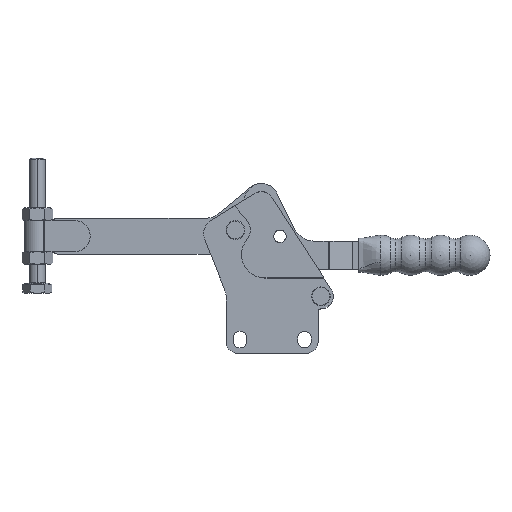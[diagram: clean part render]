
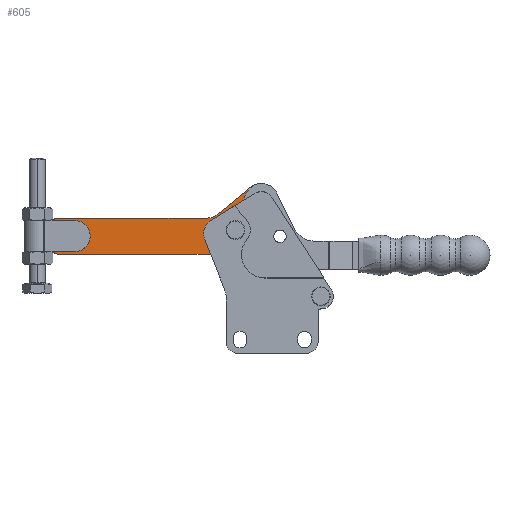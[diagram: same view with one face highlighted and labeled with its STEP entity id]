
A CAD part, top view. The second image highlights one B-rep face of the part: STEP entity #605.
In plain terms, the highlighted planar face has unit normal (0, 0, 1).
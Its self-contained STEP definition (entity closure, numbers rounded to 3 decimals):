
#15 = DIRECTION ( 'NONE',  ( 0., -1., 0. ) ) ;
#22 = DIRECTION ( 'NONE',  ( -1., 0., 0. ) ) ;
#203 = VERTEX_POINT ( 'NONE', #4207 ) ;
#298 = CARTESIAN_POINT ( 'NONE',  ( -49., 79.1, 4. ) ) ;
#577 = VECTOR ( 'NONE', #4643, 1000. ) ;
#605 = ADVANCED_FACE ( 'NONE', ( #8411, #6283, #2803 ), #2961, .T. ) ;
#720 = DIRECTION ( 'NONE',  ( 0., 0., 1. ) ) ;
#819 = VERTEX_POINT ( 'NONE', #5099 ) ;
#836 = ORIENTED_EDGE ( 'NONE', *, *, #9715, .T. ) ;
#837 = CARTESIAN_POINT ( 'NONE',  ( -176.7, 45., 4. ) ) ;
#958 = AXIS2_PLACEMENT_3D ( 'NONE', #11005, #4758, #12076 ) ;
#1017 = DIRECTION ( 'NONE',  ( 1., 0., 0. ) ) ;
#1040 = ORIENTED_EDGE ( 'NONE', *, *, #12108, .T. ) ;
#1054 = ORIENTED_EDGE ( 'NONE', *, *, #8869, .T. ) ;
#1135 = CIRCLE ( 'NONE', #7319, 12. ) ;
#1139 = CIRCLE ( 'NONE', #2269, 3. ) ;
#1193 = VERTEX_POINT ( 'NONE', #4974 ) ;
#1388 = VERTEX_POINT ( 'NONE', #11770 ) ;
#1411 = EDGE_CURVE ( 'NONE', #9238, #2564, #1139, .T. ) ;
#1592 = CARTESIAN_POINT ( 'NONE',  ( -68.624, 45., 4. ) ) ;
#1633 = DIRECTION ( 'NONE',  ( 1., 0., 0. ) ) ;
#1750 = CARTESIAN_POINT ( 'NONE',  ( -35.759, 75.086, 4. ) ) ;
#1766 = CARTESIAN_POINT ( 'NONE',  ( -176.7, 48., 4. ) ) ;
#1795 = AXIS2_PLACEMENT_3D ( 'NONE', #4186, #10156, #11188 ) ;
#1829 = AXIS2_PLACEMENT_3D ( 'NONE', #12682, #5401, #3778 ) ;
#1890 = CIRCLE ( 'NONE', #12347, 11. ) ;
#1987 = ORIENTED_EDGE ( 'NONE', *, *, #12019, .T. ) ;
#2269 = AXIS2_PLACEMENT_3D ( 'NONE', #1766, #3979, #11284 ) ;
#2562 = CARTESIAN_POINT ( 'NONE',  ( -74.436, 70.228, 4. ) ) ;
#2564 = VERTEX_POINT ( 'NONE', #837 ) ;
#2597 = AXIS2_PLACEMENT_3D ( 'NONE', #4273, #11439, #4093 ) ;
#2799 = EDGE_CURVE ( 'NONE', #7049, #8858, #1135, .T. ) ;
#2803 = FACE_OUTER_BOUND ( 'NONE', #12174, .T. ) ;
#2842 = EDGE_CURVE ( 'NONE', #13099, #13285, #3262, .T. ) ;
#2870 = VERTEX_POINT ( 'NONE', #1750 ) ;
#2961 = PLANE ( 'NONE',  #2597 ) ;
#3238 = EDGE_CURVE ( 'NONE', #819, #4699, #4338, .T. ) ;
#3262 = CIRCLE ( 'NONE', #10118, 2.999 ) ;
#3267 = VERTEX_POINT ( 'NONE', #11311 ) ;
#3338 = DIRECTION ( 'NONE',  ( 0., 0., 1. ) ) ;
#3536 = CARTESIAN_POINT ( 'NONE',  ( -179.7, 48., 4. ) ) ;
#3778 = DIRECTION ( 'NONE',  ( 1., 0., 0. ) ) ;
#3922 = EDGE_CURVE ( 'NONE', #13285, #9238, #6279, .T. ) ;
#3979 = DIRECTION ( 'NONE',  ( 0., 0., 1. ) ) ;
#4075 = EDGE_CURVE ( 'NONE', #3267, #203, #6759, .T. ) ;
#4093 = DIRECTION ( 'NONE',  ( 1., 0., 0. ) ) ;
#4104 = CARTESIAN_POINT ( 'NONE',  ( -80.726, 77.996, 4. ) ) ;
#4186 = CARTESIAN_POINT ( 'NONE',  ( -62.7, 60.3, 4. ) ) ;
#4207 = CARTESIAN_POINT ( 'NONE',  ( -65.7, 60.3, 4. ) ) ;
#4273 = CARTESIAN_POINT ( 'NONE',  ( -68.624, 41., 4. ) ) ;
#4338 = CIRCLE ( 'NONE', #1829, 3. ) ;
#4352 = ORIENTED_EDGE ( 'NONE', *, *, #11887, .T. ) ;
#4585 = VECTOR ( 'NONE', #1633, 1000. ) ;
#4612 = CARTESIAN_POINT ( 'NONE',  ( -68.624, 41., 4. ) ) ;
#4643 = DIRECTION ( 'NONE',  ( 0.365, 0.931, 0. ) ) ;
#4684 = AXIS2_PLACEMENT_3D ( 'NONE', #4104, #11449, #5152 ) ;
#4699 = VERTEX_POINT ( 'NONE', #298 ) ;
#4758 = DIRECTION ( 'NONE',  ( 0., 0., 1. ) ) ;
#4899 = CARTESIAN_POINT ( 'NONE',  ( -176.701, 65.001, 4. ) ) ;
#4974 = CARTESIAN_POINT ( 'NONE',  ( -80.726, 68., 4. ) ) ;
#5099 = CARTESIAN_POINT ( 'NONE',  ( -43., 79.1, 4. ) ) ;
#5150 = CARTESIAN_POINT ( 'NONE',  ( -65.843, 43.875, 4. ) ) ;
#5152 = DIRECTION ( 'NONE',  ( 1., 0., 0. ) ) ;
#5401 = DIRECTION ( 'NONE',  ( 0., 0., 1. ) ) ;
#5624 = VECTOR ( 'NONE', #15, 1000. ) ;
#5659 = DIRECTION ( 'NONE',  ( 1., 0., 0. ) ) ;
#5787 = ORIENTED_EDGE ( 'NONE', *, *, #7742, .F. ) ;
#5850 = CIRCLE ( 'NONE', #6466, 4. ) ;
#6190 = EDGE_LOOP ( 'NONE', ( #5787, #9694 ) ) ;
#6279 = LINE ( 'NONE', #8212, #5624 ) ;
#6283 = FACE_BOUND ( 'NONE', #6190, .T. ) ;
#6466 = AXIS2_PLACEMENT_3D ( 'NONE', #4612, #11953, #5659 ) ;
#6472 = VERTEX_POINT ( 'NONE', #10330 ) ;
#6759 = CIRCLE ( 'NONE', #1795, 3. ) ;
#6793 = ORIENTED_EDGE ( 'NONE', *, *, #10020, .F. ) ;
#6879 = CARTESIAN_POINT ( 'NONE',  ( -179.7, 65.001, 4. ) ) ;
#7027 = CARTESIAN_POINT ( 'NONE',  ( -46., 79.1, 4. ) ) ;
#7029 = LINE ( 'NONE', #1592, #4585 ) ;
#7049 = VERTEX_POINT ( 'NONE', #5150 ) ;
#7319 = AXIS2_PLACEMENT_3D ( 'NONE', #9433, #11603, #11460 ) ;
#7408 = EDGE_LOOP ( 'NONE', ( #6793, #12644 ) ) ;
#7656 = EDGE_CURVE ( 'NONE', #2564, #6472, #7029, .T. ) ;
#7742 = EDGE_CURVE ( 'NONE', #4699, #819, #11820, .T. ) ;
#8072 = DIRECTION ( 'NONE',  ( 1., 0., 0. ) ) ;
#8212 = CARTESIAN_POINT ( 'NONE',  ( -179.7, 65.001, 4. ) ) ;
#8411 = FACE_BOUND ( 'NONE', #7408, .T. ) ;
#8443 = CARTESIAN_POINT ( 'NONE',  ( -176.701, 68., 4. ) ) ;
#8641 = LINE ( 'NONE', #8803, #577 ) ;
#8711 = CARTESIAN_POINT ( 'NONE',  ( -74.436, 70.228, 4. ) ) ;
#8803 = CARTESIAN_POINT ( 'NONE',  ( -46.328, 48.121, 4. ) ) ;
#8858 = VERTEX_POINT ( 'NONE', #11347 ) ;
#8869 = EDGE_CURVE ( 'NONE', #10990, #1193, #11936, .T. ) ;
#9238 = VERTEX_POINT ( 'NONE', #3536 ) ;
#9279 = AXIS2_PLACEMENT_3D ( 'NONE', #7027, #720, #8072 ) ;
#9422 = CIRCLE ( 'NONE', #958, 3. ) ;
#9433 = CARTESIAN_POINT ( 'NONE',  ( -57.5, 52.5, 4. ) ) ;
#9647 = CARTESIAN_POINT ( 'NONE',  ( -46., 79.1, 4. ) ) ;
#9694 = ORIENTED_EDGE ( 'NONE', *, *, #3238, .F. ) ;
#9715 = EDGE_CURVE ( 'NONE', #1193, #13099, #13040, .T. ) ;
#9799 = ORIENTED_EDGE ( 'NONE', *, *, #12768, .T. ) ;
#10020 = EDGE_CURVE ( 'NONE', #203, #3267, #9422, .T. ) ;
#10118 = AXIS2_PLACEMENT_3D ( 'NONE', #4899, #12464, #1017 ) ;
#10156 = DIRECTION ( 'NONE',  ( 0., 0., 1. ) ) ;
#10330 = CARTESIAN_POINT ( 'NONE',  ( -68.624, 45., 4. ) ) ;
#10450 = VECTOR ( 'NONE', #12039, 1000. ) ;
#10695 = DIRECTION ( 'NONE',  ( 1., 0., 0. ) ) ;
#10990 = VERTEX_POINT ( 'NONE', #8711 ) ;
#11005 = CARTESIAN_POINT ( 'NONE',  ( -62.7, 60.3, 4. ) ) ;
#11103 = ORIENTED_EDGE ( 'NONE', *, *, #7656, .T. ) ;
#11188 = DIRECTION ( 'NONE',  ( 1., 0., 0. ) ) ;
#11284 = DIRECTION ( 'NONE',  ( 1., 0., 0. ) ) ;
#11311 = CARTESIAN_POINT ( 'NONE',  ( -59.7, 60.3, 4. ) ) ;
#11347 = CARTESIAN_POINT ( 'NONE',  ( -46.328, 48.121, 4. ) ) ;
#11439 = DIRECTION ( 'NONE',  ( 0., 0., 1. ) ) ;
#11449 = DIRECTION ( 'NONE',  ( 0., 0., -1. ) ) ;
#11460 = DIRECTION ( 'NONE',  ( 1., 0., 0. ) ) ;
#11603 = DIRECTION ( 'NONE',  ( 0., 0., 1. ) ) ;
#11626 = ORIENTED_EDGE ( 'NONE', *, *, #1411, .T. ) ;
#11770 = CARTESIAN_POINT ( 'NONE',  ( -52.923, 87.649, 4. ) ) ;
#11820 = CIRCLE ( 'NONE', #9279, 3. ) ;
#11887 = EDGE_CURVE ( 'NONE', #2870, #1388, #1890, .T. ) ;
#11936 = CIRCLE ( 'NONE', #4684, 9.996 ) ;
#11953 = DIRECTION ( 'NONE',  ( 0., 0., -1. ) ) ;
#12019 = EDGE_CURVE ( 'NONE', #6472, #7049, #5850, .T. ) ;
#12039 = DIRECTION ( 'NONE',  ( -0.777, -0.629, 0. ) ) ;
#12076 = DIRECTION ( 'NONE',  ( 1., 0., 0. ) ) ;
#12108 = EDGE_CURVE ( 'NONE', #1388, #10990, #13209, .T. ) ;
#12174 = EDGE_LOOP ( 'NONE', ( #1987, #13370, #9799, #4352, #1040, #1054, #836, #12363, #13350, #11626, #11103 ) ) ;
#12347 = AXIS2_PLACEMENT_3D ( 'NONE', #9647, #3338, #10695 ) ;
#12363 = ORIENTED_EDGE ( 'NONE', *, *, #2842, .T. ) ;
#12464 = DIRECTION ( 'NONE',  ( 0., 0., 1. ) ) ;
#12550 = CARTESIAN_POINT ( 'NONE',  ( -176.701, 68., 4. ) ) ;
#12644 = ORIENTED_EDGE ( 'NONE', *, *, #4075, .F. ) ;
#12682 = CARTESIAN_POINT ( 'NONE',  ( -46., 79.1, 4. ) ) ;
#12768 = EDGE_CURVE ( 'NONE', #8858, #2870, #8641, .T. ) ;
#13040 = LINE ( 'NONE', #8443, #13356 ) ;
#13099 = VERTEX_POINT ( 'NONE', #12550 ) ;
#13209 = LINE ( 'NONE', #2562, #10450 ) ;
#13285 = VERTEX_POINT ( 'NONE', #6879 ) ;
#13350 = ORIENTED_EDGE ( 'NONE', *, *, #3922, .T. ) ;
#13356 = VECTOR ( 'NONE', #22, 1000. ) ;
#13370 = ORIENTED_EDGE ( 'NONE', *, *, #2799, .T. ) ;
